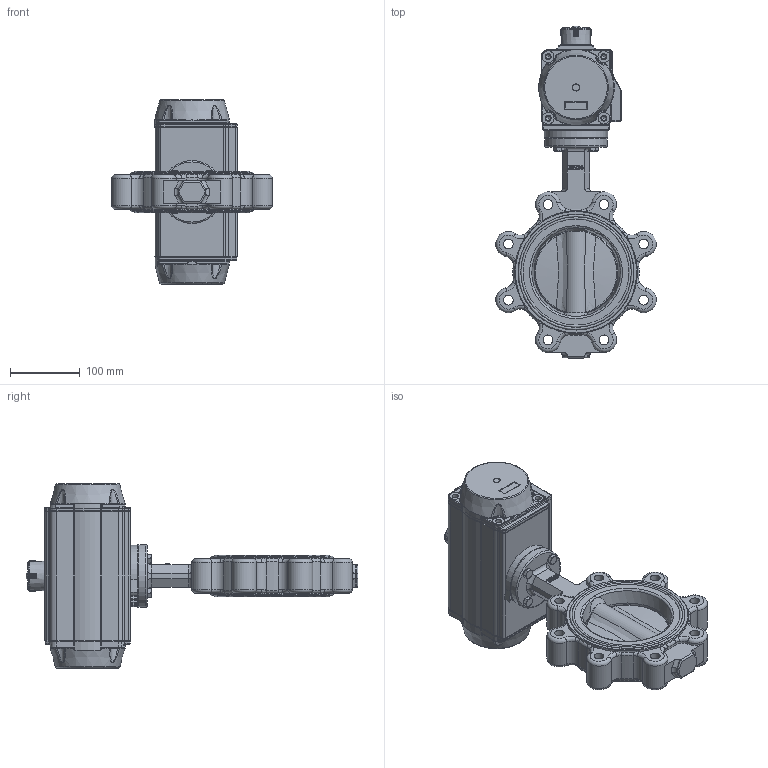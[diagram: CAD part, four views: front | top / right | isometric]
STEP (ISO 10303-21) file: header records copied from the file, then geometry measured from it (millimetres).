
FILE_DESCRIPTION(/* description */ ('Unknown'),/* implementation_level */ '2;1');
FILE_NAME(/* name */ 'PD06 5200_5210_5220-13',/* time_stamp */ '2025-04-03T10:34:24+02:00',/* author */ ('Unknown'),/* organization */ ('Unknown'),/* preprocessor_version */ 'ST-DEVELOPER v19.4',/* originating_system */ 'Solid Edge',/* authorisation */ 'Unknown');
FILE_SCHEMA (('AUTOMOTIVE_DESIGN {1 0 10303 214 3 1 1}'));
Products named in the file (20): PD06 5200_5210_5220-13; LUG-DN125; DN125概极; seat; disc; shaft1; shaft2; bushing1; Raster DN40- DN150; DIN 933 M8x35 A2-70 BLK_EDST; PD06_PE05; VTE95____; ____; zhou95; vt95_________________MIR; vt95-2016-06-25; Optische Anzeige; ______; ________(___________; cup head nib bolts with large head gb_GB_FASTENER_BOLT_CHNBW M6X25-N
Assembly tree (27 placements, depth 4):
  PD06 5200_5210_5220-13
    LUG-DN125
      DN125概极
      seat
      disc
      shaft1
      shaft2
      bushing1  x2
    Raster DN40- DN150
    DIN 933 M8x35 A2-70 BLK_EDST  x4
    PD06_PE05
      VTE95____
      ____  x2
      zhou95
      vt95_________________MIR
      vt95-2016-06-25
      Optische Anzeige
        ______
        ________(___________  x4
        cup head nib bolts with large head gb_GB_FASTENER_BOLT_CHNBW M6X25-N
Bounding box: 230 x 475.81 x 264 mm (x, y, z)
Volume: 3240646.2 mm3; surface area: 753282.7 mm2
Topology: 24 solids, 24 shells, 3518 faces, 8676 edges, 5321 vertices
Faces by surface type: plane 1017, cylinder 911, bspline 726, torus 576, cone 243, sphere 45
Full cylindrical faces by diameter (mm): 3 x16, 3.3 x8, 4.134 x8, 4.66 x1, 4.917 x5, 5 x1, 5.5 x1, 6 x1, 6.2 x1, 6.647 x12, 6.8 x8, 8 x4, 8.376 x2, 10 x4, 11.445 x2, 12 x2, 13 x5, 14 x8, 15 x3, 16.2 x1, 16.4 x1, 17 x4, 18 x2, 18.7 x1, 18.92 x3, 19.2 x3, 20 x5, 22 x2, 23.8 x4, 23.88 x2
Entity records: 111910 total; most frequent: CARTESIAN_POINT 51675, ORIENTED_EDGE 12966, DIRECTION 11080, EDGE_CURVE 6483, AXIS2_PLACEMENT_3D 4432, VERTEX_POINT 4201, FACE_BOUND 3340, EDGE_LOOP 3330
